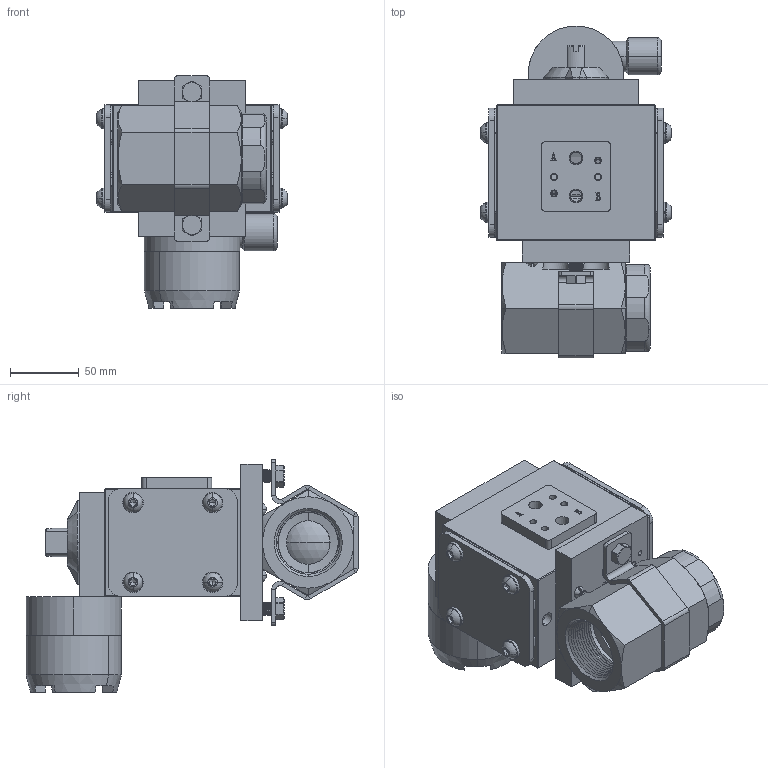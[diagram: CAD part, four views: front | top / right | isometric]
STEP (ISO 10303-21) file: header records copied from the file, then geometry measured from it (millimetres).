
FILE_DESCRIPTION (( 'STEP AP203' ), '1' );
FILE_NAME ('82XXA522DLS.step', '2018-06-04T12:06:05', ( '' ), ( '' ), 'SwSTEP 2.0', 'SolidWorks 2017', '' );
FILE_SCHEMA (( 'CONFIG_CONTROL_DESIGN' ));
Products named in the file (1): 82XXA522DLS
Bounding box: 139.51 x 241.75 x 169.44 mm (x, y, z)
Volume: 1204616.8 mm3; surface area: 376600.8 mm2
Topology: 51 solids, 51 shells, 2290 faces, 5613 edges, 3458 vertices
Faces by surface type: cylinder 939, plane 697, cone 506, bspline 77, torus 49, sphere 22
Entity records: 91978 total; most frequent: CARTESIAN_POINT 39051, DIRECTION 11047, ORIENTED_EDGE 11038, EDGE_CURVE 5519, AXIS2_PLACEMENT_3D 4197, VERTEX_POINT 3456, LINE 2653, VECTOR 2653
